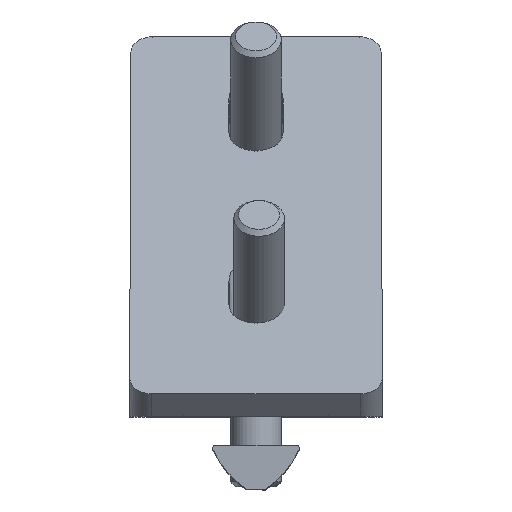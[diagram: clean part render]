
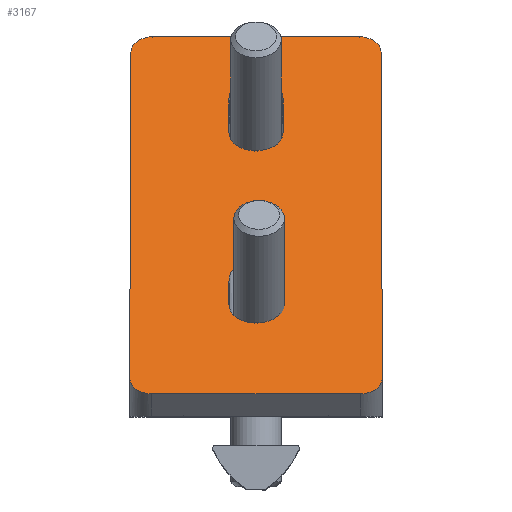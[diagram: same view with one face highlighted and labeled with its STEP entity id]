
A CAD part, top view. The second image highlights one B-rep face of the part: STEP entity #3167.
In plain terms, the highlighted planar face has unit normal (0, 0.707, 0.707).
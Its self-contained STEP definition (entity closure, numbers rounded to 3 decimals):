
#74=PLANE('',#3551);
#239=LINE('',#6669,#434);
#265=LINE('',#6914,#460);
#266=LINE('',#6918,#461);
#267=LINE('',#6922,#462);
#268=LINE('',#6927,#463);
#269=LINE('',#6931,#464);
#270=LINE('',#6935,#465);
#271=LINE('',#6939,#466);
#272=LINE('',#6943,#467);
#273=LINE('',#6947,#468);
#274=LINE('',#6951,#469);
#275=LINE('',#6955,#470);
#434=VECTOR('',#4083,1000.);
#460=VECTOR('',#4131,1000.);
#461=VECTOR('',#4134,1000.);
#462=VECTOR('',#4137,1000.);
#463=VECTOR('',#4142,1000.);
#464=VECTOR('',#4145,1000.);
#465=VECTOR('',#4148,1000.);
#466=VECTOR('',#4151,1000.);
#467=VECTOR('',#4154,1000.);
#468=VECTOR('',#4157,1000.);
#469=VECTOR('',#4160,1000.);
#470=VECTOR('',#4163,1000.);
#580=FACE_BOUND('',#1010,.T.);
#581=FACE_BOUND('',#1011,.T.);
#662=CIRCLE('',#3552,3.5);
#663=CIRCLE('',#3553,3.5);
#664=CIRCLE('',#3554,3.5);
#665=CIRCLE('',#3555,3.5);
#809=FACE_OUTER_BOUND('',#1009,.T.);
#1009=EDGE_LOOP('',(#2363,#2364,#2365,#2366,#2367,#2368,#2369,#2370));
#1010=EDGE_LOOP('',(#2371,#2372,#2373,#2374,#2375,#2376,#2377,#2378));
#1011=EDGE_LOOP('',(#2379,#2380,#2381,#2382,#2383,#2384,#2385,#2386));
#1278=ELLIPSE('',#3556,4.4,3.);
#1279=ELLIPSE('',#3557,4.4,3.);
#1280=ELLIPSE('',#3558,4.002,4.);
#1281=ELLIPSE('',#3559,4.002,4.);
#1282=ELLIPSE('',#3560,4.4,3.);
#1283=ELLIPSE('',#3561,4.4,3.);
#1284=ELLIPSE('',#3562,4.002,4.);
#1285=ELLIPSE('',#3563,4.002,4.);
#1453=VERTEX_POINT('',#6666);
#1454=VERTEX_POINT('',#6668);
#1474=VERTEX_POINT('',#6912);
#1475=VERTEX_POINT('',#6913);
#1476=VERTEX_POINT('',#6915);
#1477=VERTEX_POINT('',#6917);
#1478=VERTEX_POINT('',#6919);
#1479=VERTEX_POINT('',#6921);
#1480=VERTEX_POINT('',#6925);
#1481=VERTEX_POINT('',#6926);
#1482=VERTEX_POINT('',#6928);
#1483=VERTEX_POINT('',#6930);
#1484=VERTEX_POINT('',#6932);
#1485=VERTEX_POINT('',#6934);
#1486=VERTEX_POINT('',#6936);
#1487=VERTEX_POINT('',#6938);
#1488=VERTEX_POINT('',#6941);
#1489=VERTEX_POINT('',#6942);
#1490=VERTEX_POINT('',#6944);
#1491=VERTEX_POINT('',#6946);
#1492=VERTEX_POINT('',#6948);
#1493=VERTEX_POINT('',#6950);
#1494=VERTEX_POINT('',#6952);
#1495=VERTEX_POINT('',#6954);
#1795=EDGE_CURVE('',#1454,#1453,#239,.T.);
#1829=EDGE_CURVE('',#1474,#1475,#265,.T.);
#1830=EDGE_CURVE('',#1475,#1476,#662,.T.);
#1831=EDGE_CURVE('',#1477,#1476,#266,.T.);
#1832=EDGE_CURVE('',#1477,#1478,#663,.T.);
#1833=EDGE_CURVE('',#1479,#1478,#267,.T.);
#1834=EDGE_CURVE('',#1479,#1454,#664,.T.);
#1835=EDGE_CURVE('',#1453,#1474,#665,.T.);
#1836=EDGE_CURVE('',#1480,#1481,#268,.T.);
#1837=EDGE_CURVE('',#1480,#1482,#1278,.T.);
#1838=EDGE_CURVE('',#1482,#1483,#269,.T.);
#1839=EDGE_CURVE('',#1483,#1484,#1279,.T.);
#1840=EDGE_CURVE('',#1484,#1485,#270,.T.);
#1841=EDGE_CURVE('',#1485,#1486,#1280,.T.);
#1842=EDGE_CURVE('',#1487,#1486,#271,.T.);
#1843=EDGE_CURVE('',#1487,#1481,#1281,.T.);
#1844=EDGE_CURVE('',#1488,#1489,#272,.T.);
#1845=EDGE_CURVE('',#1488,#1490,#1282,.T.);
#1846=EDGE_CURVE('',#1490,#1491,#273,.T.);
#1847=EDGE_CURVE('',#1491,#1492,#1283,.T.);
#1848=EDGE_CURVE('',#1492,#1493,#274,.T.);
#1849=EDGE_CURVE('',#1493,#1494,#1284,.T.);
#1850=EDGE_CURVE('',#1495,#1494,#275,.T.);
#1851=EDGE_CURVE('',#1495,#1489,#1285,.T.);
#2363=ORIENTED_EDGE('',*,*,#1829,.T.);
#2364=ORIENTED_EDGE('',*,*,#1830,.T.);
#2365=ORIENTED_EDGE('',*,*,#1831,.F.);
#2366=ORIENTED_EDGE('',*,*,#1832,.T.);
#2367=ORIENTED_EDGE('',*,*,#1833,.F.);
#2368=ORIENTED_EDGE('',*,*,#1834,.T.);
#2369=ORIENTED_EDGE('',*,*,#1795,.T.);
#2370=ORIENTED_EDGE('',*,*,#1835,.T.);
#2371=ORIENTED_EDGE('',*,*,#1836,.F.);
#2372=ORIENTED_EDGE('',*,*,#1837,.T.);
#2373=ORIENTED_EDGE('',*,*,#1838,.T.);
#2374=ORIENTED_EDGE('',*,*,#1839,.T.);
#2375=ORIENTED_EDGE('',*,*,#1840,.T.);
#2376=ORIENTED_EDGE('',*,*,#1841,.T.);
#2377=ORIENTED_EDGE('',*,*,#1842,.F.);
#2378=ORIENTED_EDGE('',*,*,#1843,.T.);
#2379=ORIENTED_EDGE('',*,*,#1844,.F.);
#2380=ORIENTED_EDGE('',*,*,#1845,.T.);
#2381=ORIENTED_EDGE('',*,*,#1846,.T.);
#2382=ORIENTED_EDGE('',*,*,#1847,.T.);
#2383=ORIENTED_EDGE('',*,*,#1848,.T.);
#2384=ORIENTED_EDGE('',*,*,#1849,.T.);
#2385=ORIENTED_EDGE('',*,*,#1850,.F.);
#2386=ORIENTED_EDGE('',*,*,#1851,.T.);
#3167=ADVANCED_FACE('',(#809,#580,#581),#74,.F.);
#3551=AXIS2_PLACEMENT_3D('',#6911,#4129,#4130);
#3552=AXIS2_PLACEMENT_3D('',#6916,#4132,#4133);
#3553=AXIS2_PLACEMENT_3D('',#6920,#4135,#4136);
#3554=AXIS2_PLACEMENT_3D('',#6923,#4138,#4139);
#3555=AXIS2_PLACEMENT_3D('',#6924,#4140,#4141);
#3556=AXIS2_PLACEMENT_3D('',#6929,#4143,#4144);
#3557=AXIS2_PLACEMENT_3D('',#6933,#4146,#4147);
#3558=AXIS2_PLACEMENT_3D('',#6937,#4149,#4150);
#3559=AXIS2_PLACEMENT_3D('',#6940,#4152,#4153);
#3560=AXIS2_PLACEMENT_3D('',#6945,#4155,#4156);
#3561=AXIS2_PLACEMENT_3D('',#6949,#4158,#4159);
#3562=AXIS2_PLACEMENT_3D('',#6953,#4161,#4162);
#3563=AXIS2_PLACEMENT_3D('',#6956,#4164,#4165);
#4083=DIRECTION('',(-1.,0.,0.));
#4129=DIRECTION('center_axis',(0.,-0.707,-0.707));
#4130=DIRECTION('ref_axis',(0.,-0.707,0.707));
#4131=DIRECTION('',(-0.002,-0.707,0.707));
#4132=DIRECTION('center_axis',(0.,0.707,0.707));
#4133=DIRECTION('ref_axis',(0.,-0.707,0.707));
#4134=DIRECTION('',(-1.,0.,0.));
#4135=DIRECTION('center_axis',(0.,0.707,
0.707));
#4136=DIRECTION('ref_axis',(1.,0.002,-0.002));
#4137=DIRECTION('',(0.002,-0.707,0.707));
#4138=DIRECTION('center_axis',(0.,0.707,0.707));
#4139=DIRECTION('ref_axis',(0.,0.707,-0.707));
#4140=DIRECTION('center_axis',(0.,0.707,
0.707));
#4141=DIRECTION('ref_axis',(-1.,0.002,-0.002));
#4142=DIRECTION('',(0.,-0.707,0.707));
#4143=DIRECTION('center_axis',(0.,-0.707,
-0.707));
#4144=DIRECTION('ref_axis',(-0.033,0.707,-0.707));
#4145=DIRECTION('',(1.,0.,0.));
#4146=DIRECTION('center_axis',(0.,-0.707,
-0.707));
#4147=DIRECTION('ref_axis',(0.033,0.707,-0.707));
#4148=DIRECTION('',(0.,-0.707,0.707));
#4149=DIRECTION('center_axis',(0.,-0.707,
-0.707));
#4150=DIRECTION('ref_axis',(1.,0.,0.));
#4151=DIRECTION('',(1.,0.,0.));
#4152=DIRECTION('center_axis',(0.,-0.707,
-0.707));
#4153=DIRECTION('ref_axis',(1.,0.,0.));
#4154=DIRECTION('',(0.,-0.707,0.707));
#4155=DIRECTION('center_axis',(0.,-0.707,
-0.707));
#4156=DIRECTION('ref_axis',(-0.033,0.707,-0.707));
#4157=DIRECTION('',(1.,0.,0.));
#4158=DIRECTION('center_axis',(0.,-0.707,
-0.707));
#4159=DIRECTION('ref_axis',(0.033,0.707,-0.707));
#4160=DIRECTION('',(0.,-0.707,0.707));
#4161=DIRECTION('center_axis',(0.,-0.707,
-0.707));
#4162=DIRECTION('ref_axis',(1.,0.,0.));
#4163=DIRECTION('',(1.,0.,0.));
#4164=DIRECTION('center_axis',(0.,-0.707,
-0.707));
#4165=DIRECTION('ref_axis',(1.,0.,0.));
#6666=CARTESIAN_POINT('',(-16.299,60.104,0.));
#6668=CARTESIAN_POINT('',(16.299,60.104,0.));
#6669=CARTESIAN_POINT('',(20.,60.104,0.));
#6911=CARTESIAN_POINT('Origin',(20.,3.536,56.569));
#6912=CARTESIAN_POINT('',(-19.799,57.635,2.469));
#6913=CARTESIAN_POINT('',(-19.979,6.017,54.088));
#6914=CARTESIAN_POINT('',(-19.988,3.536,56.569));
#6915=CARTESIAN_POINT('',(-16.479,3.536,56.569));
#6916=CARTESIAN_POINT('Origin',(-16.479,6.01,54.094));
#6917=CARTESIAN_POINT('',(16.479,3.536,56.569));
#6918=CARTESIAN_POINT('',(20.,3.536,56.569));
#6919=CARTESIAN_POINT('',(19.979,6.017,54.088));
#6920=CARTESIAN_POINT('Origin',(16.479,6.01,54.094));
#6921=CARTESIAN_POINT('',(19.799,57.635,2.469));
#6922=CARTESIAN_POINT('',(19.988,3.536,56.569));
#6923=CARTESIAN_POINT('Origin',(16.299,57.629,2.475));
#6924=CARTESIAN_POINT('Origin',(-16.299,57.629,2.475));
#6925=CARTESIAN_POINT('',(-4.275,21.337,38.767));
#6926=CARTESIAN_POINT('',(-4.275,17.607,42.497));
#6927=CARTESIAN_POINT('',(-4.275,3.536,56.569));
#6928=CARTESIAN_POINT('',(-1.349,24.368,35.736));
#6929=CARTESIAN_POINT('Origin',(-1.273,21.258,38.846));
#6930=CARTESIAN_POINT('',(1.349,24.368,35.736));
#6931=CARTESIAN_POINT('',(-4.1,24.368,35.736));
#6932=CARTESIAN_POINT('',(4.275,21.337,38.767));
#6933=CARTESIAN_POINT('Origin',(1.273,21.258,38.846));
#6934=CARTESIAN_POINT('',(4.275,17.607,42.497));
#6935=CARTESIAN_POINT('',(4.275,3.536,56.569));
#6936=CARTESIAN_POINT('',(0.272,14.779,45.326));
#6937=CARTESIAN_POINT('Origin',(0.272,17.607,42.497));
#6938=CARTESIAN_POINT('',(-0.272,14.779,45.326));
#6939=CARTESIAN_POINT('',(-4.1,14.779,45.326));
#6940=CARTESIAN_POINT('Origin',(-0.272,17.607,42.497));
#6941=CARTESIAN_POINT('',(-4.275,50.258,9.846));
#6942=CARTESIAN_POINT('',(-4.275,44.901,15.203));
#6943=CARTESIAN_POINT('',(-4.275,3.536,56.569));
#6944=CARTESIAN_POINT('',(-1.349,53.289,6.815));
#6945=CARTESIAN_POINT('Origin',(-1.273,50.178,9.926));
#6946=CARTESIAN_POINT('',(1.349,53.289,6.815));
#6947=CARTESIAN_POINT('',(-4.1,53.289,6.815));
#6948=CARTESIAN_POINT('',(4.275,50.258,9.846));
#6949=CARTESIAN_POINT('Origin',(1.273,50.178,9.926));
#6950=CARTESIAN_POINT('',(4.275,44.901,15.203));
#6951=CARTESIAN_POINT('',(4.275,3.536,56.569));
#6952=CARTESIAN_POINT('',(0.272,42.073,18.031));
#6953=CARTESIAN_POINT('Origin',(0.272,44.901,15.203));
#6954=CARTESIAN_POINT('',(-0.272,42.073,18.031));
#6955=CARTESIAN_POINT('',(-4.1,42.073,18.031));
#6956=CARTESIAN_POINT('Origin',(-0.272,44.901,15.203));
